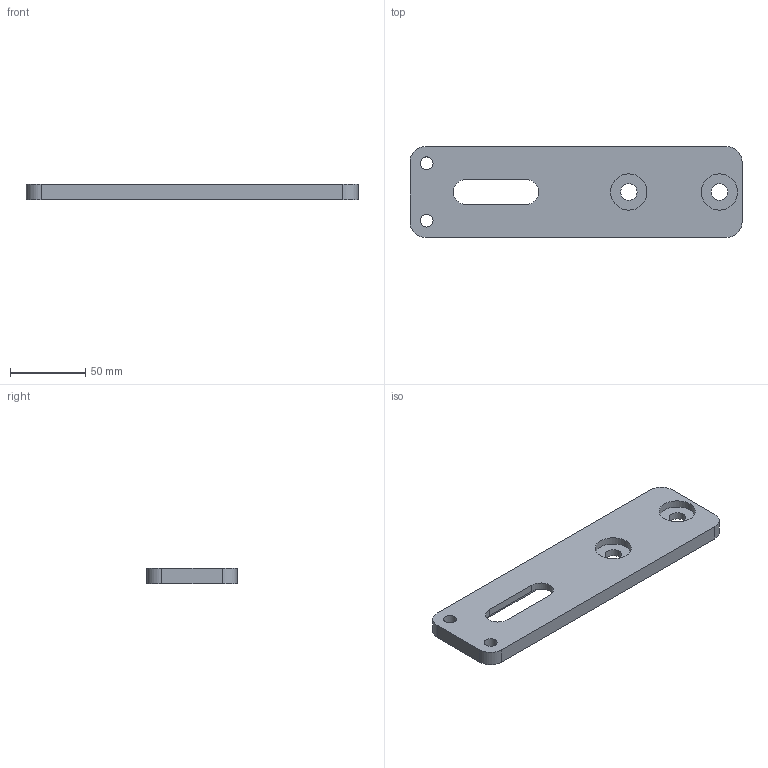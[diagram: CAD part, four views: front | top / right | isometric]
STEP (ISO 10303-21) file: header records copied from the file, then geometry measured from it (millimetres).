
FILE_DESCRIPTION(/* description */ (''),/* implementation_level */ '2;1');
FILE_NAME(/* name */ 'TYPE 1 PLATINE BAS PORT 3D A PLAT.stp',/* time_stamp */ '2018-06-22T11:12:44+02:00',/* author */ ('bonifaceo'),/* organization */ (''),/* preprocessor_version */ 'ST-DEVELOPER v17',/* originating_system */ 'Autodesk Inventor 2019',/* authorisation */ '');
FILE_SCHEMA (('AUTOMOTIVE_DESIGN { 1 0 10303 214 3 1 1 }'));
Length unit declared in the file: inch
Products named in the file (1): TYPE 1 PLATINE BAS PORT 3D A PLAT1
Bounding box: 220 x 60 x 10 mm (x, y, z)
Volume: 111741.1 mm3; surface area: 32487.8 mm2
Topology: 1 solids, 1 shells, 31 faces, 78 edges, 52 vertices
Faces by surface type: cylinder 16, plane 15
Full cylindrical faces by diameter (mm): 8.5 x2, 11 x2, 24 x2
Entity records: 1005 total; most frequent: DIRECTION 174, CARTESIAN_POINT 162, ORIENTED_EDGE 156, EDGE_CURVE 78, AXIS2_PLACEMENT_3D 64, VERTEX_POINT 52, LINE 46, VECTOR 46
